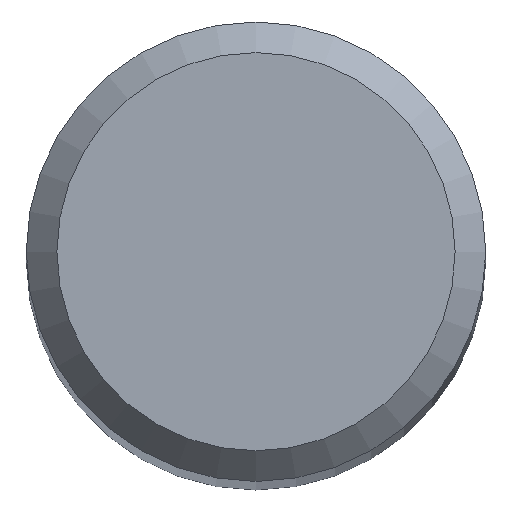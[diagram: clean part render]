
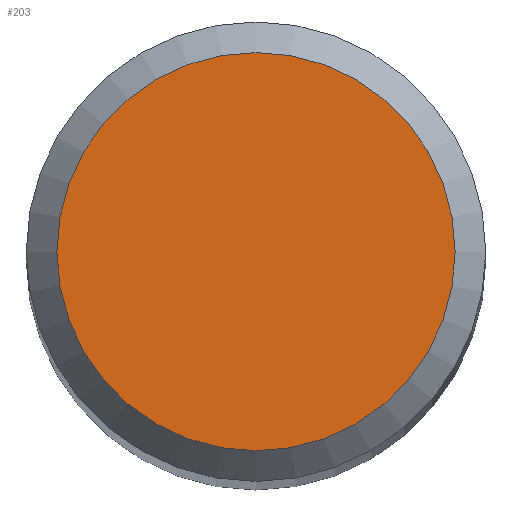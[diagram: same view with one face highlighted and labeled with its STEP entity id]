
A CAD part, top view. The second image highlights one B-rep face of the part: STEP entity #203.
In plain terms, the highlighted planar face has unit normal (0, 0, 1).
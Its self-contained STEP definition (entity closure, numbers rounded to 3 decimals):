
#45 = AXIS2_PLACEMENT_3D ( 'NONE', #168, #85, #150 ) ;
#50 = DIRECTION ( 'NONE',  ( 0., 1., 0. ) ) ;
#85 = DIRECTION ( 'NONE',  ( 0., 0., -1. ) ) ;
#102 = PLANE ( 'NONE',  #151 ) ;
#107 = VERTEX_POINT ( 'NONE', #188 ) ;
#116 = ORIENTED_EDGE ( 'NONE', *, *, #170, .F. ) ;
#137 = DIRECTION ( 'NONE',  ( 0., 0., -1. ) ) ;
#150 = DIRECTION ( 'NONE',  ( 0., 1., 0. ) ) ;
#151 = AXIS2_PLACEMENT_3D ( 'NONE', #222, #137, #50 ) ;
#168 = CARTESIAN_POINT ( 'NONE',  ( 0., 0., 80. ) ) ;
#170 = EDGE_CURVE ( 'NONE', #107, #107, #200, .T. ) ;
#188 = CARTESIAN_POINT ( 'NONE',  ( 0., 2.6, 80. ) ) ;
#200 = CIRCLE ( 'NONE', #45, 2.6 ) ;
#202 = FACE_OUTER_BOUND ( 'NONE', #218, .T. ) ;
#203 = ADVANCED_FACE ( 'NONE', ( #202 ), #102, .F. ) ;
#218 = EDGE_LOOP ( 'NONE', ( #116 ) ) ;
#222 = CARTESIAN_POINT ( 'NONE',  ( 0., 0., 80. ) ) ;
